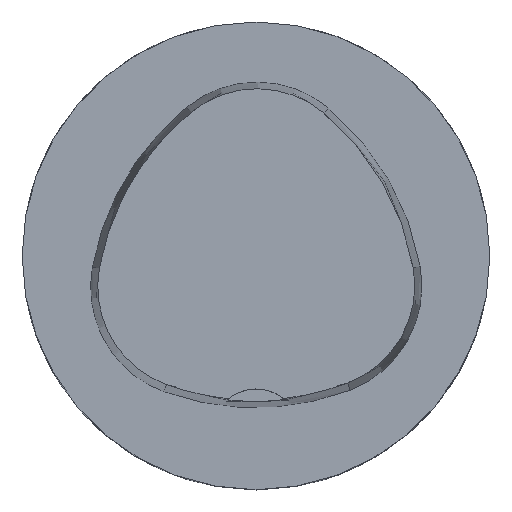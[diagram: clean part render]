
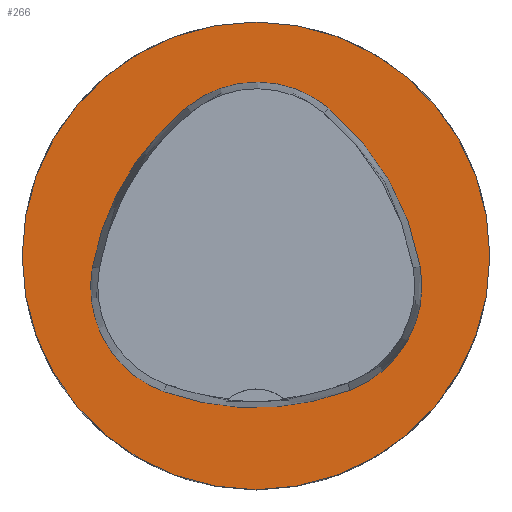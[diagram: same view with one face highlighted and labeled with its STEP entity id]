
A CAD part, top view. The second image highlights one B-rep face of the part: STEP entity #266.
In plain terms, the highlighted planar face has unit normal (0, 0, 1).
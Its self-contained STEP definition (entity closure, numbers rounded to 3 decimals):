
#232=FACE_BOUND('',#378,.T.);
#233=FACE_BOUND('',#379,.T.);
#266=ADVANCED_FACE('',(#232,#233),#303,.T.);
#303=PLANE('',#809);
#378=EDGE_LOOP('',(#483,#484,#485,#486,#487,#488));
#379=EDGE_LOOP('',(#489));
#483=ORIENTED_EDGE('',*,*,#697,.T.);
#484=ORIENTED_EDGE('',*,*,#677,.T.);
#485=ORIENTED_EDGE('',*,*,#681,.T.);
#486=ORIENTED_EDGE('',*,*,#684,.T.);
#487=ORIENTED_EDGE('',*,*,#687,.T.);
#488=ORIENTED_EDGE('',*,*,#695,.T.);
#489=ORIENTED_EDGE('',*,*,#668,.F.);
#607=VERTEX_POINT('',#1092);
#616=VERTEX_POINT('',#1111);
#617=VERTEX_POINT('',#1112);
#620=VERTEX_POINT('',#1120);
#622=VERTEX_POINT('',#1126);
#624=VERTEX_POINT('',#1132);
#631=VERTEX_POINT('',#1153);
#668=EDGE_CURVE('',#607,#607,#745,.T.);
#677=EDGE_CURVE('',#616,#617,#746,.T.);
#681=EDGE_CURVE('',#617,#620,#748,.T.);
#684=EDGE_CURVE('',#620,#622,#750,.T.);
#687=EDGE_CURVE('',#622,#624,#752,.T.);
#695=EDGE_CURVE('',#624,#631,#756,.T.);
#697=EDGE_CURVE('',#631,#616,#758,.T.);
#745=CIRCLE('',#781,31.5);
#746=CIRCLE('',#787,36.0);
#748=CIRCLE('',#790,15.0);
#750=CIRCLE('',#793,36.0);
#752=CIRCLE('',#796,15.0);
#756=CIRCLE('',#801,36.0);
#758=CIRCLE('',#804,15.0);
#781=AXIS2_PLACEMENT_3D('',#1091,#878,#879);
#787=AXIS2_PLACEMENT_3D('',#1110,#894,#895);
#790=AXIS2_PLACEMENT_3D('',#1119,#902,#903);
#793=AXIS2_PLACEMENT_3D('',#1125,#909,#910);
#796=AXIS2_PLACEMENT_3D('',#1131,#916,#917);
#801=AXIS2_PLACEMENT_3D('',#1154,#928,#929);
#804=AXIS2_PLACEMENT_3D('',#1157,#934,#935);
#809=AXIS2_PLACEMENT_3D('',#1162,#944,#945);
#878=DIRECTION('',(0.0,0.0,-1.0));
#879=DIRECTION('',(-1.0,0.0,0.0));
#894=DIRECTION('',(0.0,0.0,-1.0));
#895=DIRECTION('',(-1.0,0.0,0.0));
#902=DIRECTION('',(0.0,0.0,-1.0));
#903=DIRECTION('',(-1.0,0.0,0.0));
#909=DIRECTION('',(0.0,0.0,-1.0));
#910=DIRECTION('',(-1.0,0.0,0.0));
#916=DIRECTION('',(0.0,0.0,-1.0));
#917=DIRECTION('',(-1.0,0.0,0.0));
#928=DIRECTION('',(0.0,0.0,-1.0));
#929=DIRECTION('',(-1.0,0.0,0.0));
#934=DIRECTION('',(0.0,0.0,-1.0));
#935=DIRECTION('',(-1.0,0.0,0.0));
#944=DIRECTION('',(0.0,0.0,1.0));
#945=DIRECTION('',(1.0,0.0,0.0));
#1091=CARTESIAN_POINT('',(0.0,0.0,0.0));
#1092=CARTESIAN_POINT('',(-31.5,0.0,0.0));
#1110=CARTESIAN_POINT('',(13.398,-7.893,0.0));
#1111=CARTESIAN_POINT('',(-22.041,-1.562,0.0));
#1112=CARTESIAN_POINT('',(-9.317,20.036,0.0));
#1119=CARTESIAN_POINT('',(0.148,8.399,0.0));
#1120=CARTESIAN_POINT('',(9.779,19.898,0.0));
#1125=CARTESIAN_POINT('',(-13.337,-7.7,0.0));
#1126=CARTESIAN_POINT('',(22.122,-1.48,0.0));
#1131=CARTESIAN_POINT('',(7.347,-4.071,0.0));
#1132=CARTESIAN_POINT('',(12.693,-18.087,0.0));
#1153=CARTESIAN_POINT('',(-12.373,-18.307,0.0));
#1154=CARTESIAN_POINT('',(-0.137,15.55,0.0));
#1157=CARTESIAN_POINT('',(-7.275,-4.2,0.0));
#1162=CARTESIAN_POINT('',(0.0,0.0,0.0));
